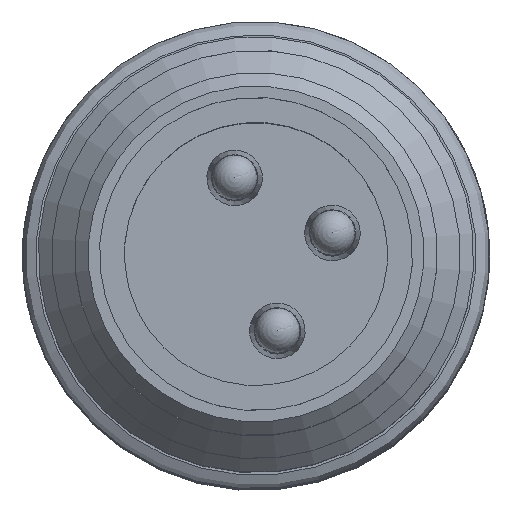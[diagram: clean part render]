
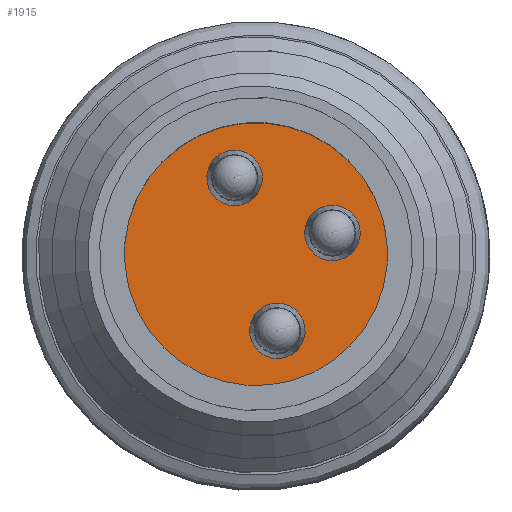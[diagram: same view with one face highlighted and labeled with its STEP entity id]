
A CAD part, top view. The second image highlights one B-rep face of the part: STEP entity #1915.
In plain terms, the highlighted face is planar.
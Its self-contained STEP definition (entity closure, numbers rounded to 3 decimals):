
#220=FACE_BOUND('',#727,.T.);
#221=FACE_BOUND('',#728,.T.);
#222=FACE_BOUND('',#729,.T.);
#552=FACE_OUTER_BOUND('',#726,.T.);
#726=EDGE_LOOP('',(#1737));
#727=EDGE_LOOP('',(#1738));
#728=EDGE_LOOP('',(#1739));
#729=EDGE_LOOP('',(#1740));
#887=CIRCLE('',#2159,0.613);
#888=CIRCLE('',#2161,0.613);
#889=CIRCLE('',#2163,0.613);
#890=CIRCLE('',#2165,2.9);
#1044=VERTEX_POINT('',#4734);
#1045=VERTEX_POINT('',#4737);
#1046=VERTEX_POINT('',#4740);
#1047=VERTEX_POINT('',#4743);
#1280=EDGE_CURVE('',#1044,#1044,#887,.T.);
#1281=EDGE_CURVE('',#1045,#1045,#888,.T.);
#1282=EDGE_CURVE('',#1046,#1046,#889,.T.);
#1283=EDGE_CURVE('',#1047,#1047,#890,.T.);
#1737=ORIENTED_EDGE('',*,*,#1283,.F.);
#1738=ORIENTED_EDGE('',*,*,#1282,.T.);
#1739=ORIENTED_EDGE('',*,*,#1281,.T.);
#1740=ORIENTED_EDGE('',*,*,#1280,.T.);
#1789=PLANE('',#2164);
#1915=ADVANCED_FACE('',(#552,#220,#221,#222),#1789,.T.);
#2159=AXIS2_PLACEMENT_3D('',#4735,#2676,#2677);
#2161=AXIS2_PLACEMENT_3D('',#4738,#2680,#2681);
#2163=AXIS2_PLACEMENT_3D('',#4741,#2684,#2685);
#2164=AXIS2_PLACEMENT_3D('',#4742,#2686,#2687);
#2165=AXIS2_PLACEMENT_3D('',#4744,#2688,#2689);
#2676=DIRECTION('center_axis',(1.,0.,0.));
#2677=DIRECTION('ref_axis',(0.,1.,0.));
#2680=DIRECTION('center_axis',(1.,0.,0.));
#2681=DIRECTION('ref_axis',(0.,1.,0.));
#2684=DIRECTION('center_axis',(1.,0.,0.));
#2685=DIRECTION('ref_axis',(0.,1.,0.));
#2686=DIRECTION('center_axis',(-1.,0.,0.));
#2687=DIRECTION('ref_axis',(0.,1.,0.));
#2688=DIRECTION('center_axis',(1.,0.,0.));
#2689=DIRECTION('ref_axis',(0.,-1.,0.));
#4734=CARTESIAN_POINT('',(40.9,52.363,0.));
#4735=CARTESIAN_POINT('Origin',(40.9,51.75,0.));
#4737=CARTESIAN_POINT('',(40.9,48.863,0.));
#4738=CARTESIAN_POINT('Origin',(40.9,48.25,0.));
#4740=CARTESIAN_POINT('',(40.9,50.613,-1.75));
#4741=CARTESIAN_POINT('Origin',(40.9,50.,-1.75));
#4742=CARTESIAN_POINT('Origin',(40.9,50.,0.));
#4743=CARTESIAN_POINT('',(40.9,47.1,0.));
#4744=CARTESIAN_POINT('Origin',(40.9,50.,0.));
